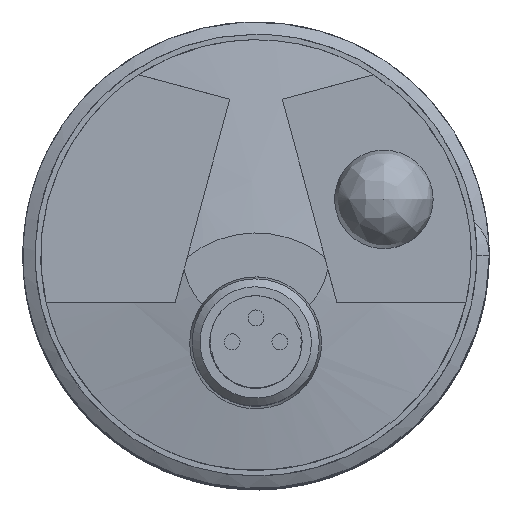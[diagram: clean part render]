
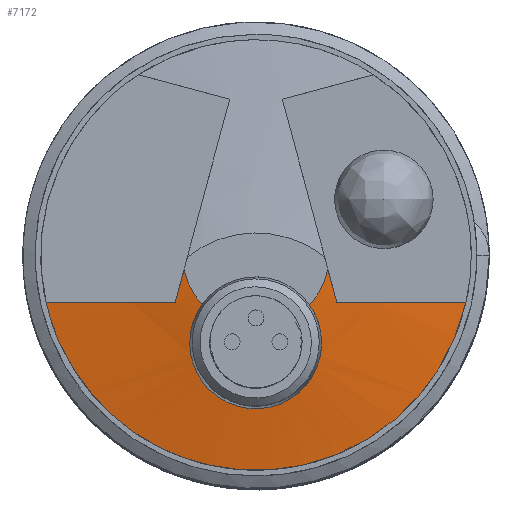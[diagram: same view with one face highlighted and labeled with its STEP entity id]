
A CAD part, top view. The second image highlights one B-rep face of the part: STEP entity #7172.
In plain terms, the highlighted free-form (B-spline) face has degree [1, 2] with [2, 9] control points.
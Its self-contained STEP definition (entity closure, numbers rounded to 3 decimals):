
#1216=CARTESIAN_POINT('',(13.214,-3.,81.474));
#1217=VERTEX_POINT('',#1216);
#1223=CARTESIAN_POINT('',(-13.214,-3.,81.474));
#1224=VERTEX_POINT('',#1223);
#1225=CARTESIAN_POINT('',(13.214,-3.,81.474));
#1226=CARTESIAN_POINT('',(9.144,-20.925,81.474));
#1227=CARTESIAN_POINT('',(-6.775,-11.735,81.474));
#1228=CARTESIAN_POINT('',(-11.903,-8.774,81.474));
#1229=CARTESIAN_POINT('',(-13.214,-3.,81.474));
#1230=(BOUNDED_CURVE()B_SPLINE_CURVE(2,(#1225,#1226,#1227,#1228,#1229),.CIRCULAR_ARC.,.F.,.U.)B_SPLINE_CURVE_WITH_KNOTS((3,2,3),(0.532,0.825,0.959),.UNSPECIFIED.)CURVE()GEOMETRIC_REPRESENTATION_ITEM()RATIONAL_B_SPLINE_CURVE((0.893,0.561,1.,0.799,0.759))REPRESENTATION_ITEM(''));
#1231=EDGE_CURVE('',#1217,#1224,#1230,.T.);
#1332=CARTESIAN_POINT('',(5.09,-3.,82.684));
#1333=VERTEX_POINT('',#1332);
#1339=CARTESIAN_POINT('',(5.09,-3.,82.684));
#1340=CARTESIAN_POINT('',(7.557,-3.,82.348));
#1341=CARTESIAN_POINT('',(13.214,-3.,81.474));
#1342=(BOUNDED_CURVE()B_SPLINE_CURVE(2,(#1339,#1340,#1341),.HYPERBOLIC_ARC.,.F.,.U.)B_SPLINE_CURVE_WITH_KNOTS((3,3),(0.043,1.),.UNSPECIFIED.)CURVE()GEOMETRIC_REPRESENTATION_ITEM()RATIONAL_B_SPLINE_CURVE((2.504,2.022,1.348))REPRESENTATION_ITEM(''));
#1343=EDGE_CURVE('',#1333,#1217,#1342,.T.);
#1362=CARTESIAN_POINT('',(-5.09,-3.,82.684));
#1363=VERTEX_POINT('',#1362);
#1364=CARTESIAN_POINT('',(-5.09,-3.,82.684));
#1365=CARTESIAN_POINT('',(-7.557,-3.,82.348));
#1366=CARTESIAN_POINT('',(-13.214,-3.,81.474));
#1367=(BOUNDED_CURVE()B_SPLINE_CURVE(2,(#1364,#1365,#1366),.HYPERBOLIC_ARC.,.F.,.U.)B_SPLINE_CURVE_WITH_KNOTS((3,3),(0.,0.957),.UNSPECIFIED.)CURVE()GEOMETRIC_REPRESENTATION_ITEM()RATIONAL_B_SPLINE_CURVE((2.504,2.022,1.348))REPRESENTATION_ITEM(''));
#1368=EDGE_CURVE('',#1363,#1224,#1367,.T.);
#1503=CARTESIAN_POINT('',(4.523,-0.885,82.89));
#1504=VERTEX_POINT('',#1503);
#1510=CARTESIAN_POINT('',(5.09,-3.,82.684));
#1511=CARTESIAN_POINT('',(4.772,-1.812,82.823));
#1512=CARTESIAN_POINT('',(4.523,-0.885,82.89));
#1513=(BOUNDED_CURVE()B_SPLINE_CURVE(2,(#1510,#1511,#1512),.HYPERBOLIC_ARC.,.F.,.U.)B_SPLINE_CURVE_WITH_KNOTS((3,3),(0.,1.),.UNSPECIFIED.)CURVE()GEOMETRIC_REPRESENTATION_ITEM()RATIONAL_B_SPLINE_CURVE((2.334,2.557,2.68))REPRESENTATION_ITEM(''));
#1514=EDGE_CURVE('',#1333,#1504,#1513,.T.);
#1564=CARTESIAN_POINT('',(-4.523,-0.885,82.89));
#1565=VERTEX_POINT('',#1564);
#1566=CARTESIAN_POINT('',(-4.523,-0.885,82.89));
#1567=CARTESIAN_POINT('',(-4.772,-1.812,82.823));
#1568=CARTESIAN_POINT('',(-5.09,-3.,82.684));
#1569=(BOUNDED_CURVE()B_SPLINE_CURVE(2,(#1566,#1567,#1568),.HYPERBOLIC_ARC.,.F.,.U.)B_SPLINE_CURVE_WITH_KNOTS((3,3),(0.,1.),.UNSPECIFIED.)CURVE()GEOMETRIC_REPRESENTATION_ITEM()RATIONAL_B_SPLINE_CURVE((2.68,2.557,2.334))REPRESENTATION_ITEM(''));
#1570=EDGE_CURVE('',#1565,#1363,#1569,.T.);
#7110=CARTESIAN_POINT('',(-10.587,8.614,81.458));
#7111=CARTESIAN_POINT('',(-6.491,13.649,81.458));
#7112=CARTESIAN_POINT('',(0.,13.649,81.458));
#7113=CARTESIAN_POINT('',(13.649,13.649,81.458));
#7114=CARTESIAN_POINT('',(13.649,0.,81.458));
#7115=CARTESIAN_POINT('',(13.649,-13.649,81.458));
#7116=CARTESIAN_POINT('',(0.,-13.649,81.458));
#7117=CARTESIAN_POINT('',(-11.595,-13.649,81.458));
#7118=CARTESIAN_POINT('',(-13.469,-2.206,81.458));
#7119=CARTESIAN_POINT('',(-3.499,2.846,82.906));
#7120=CARTESIAN_POINT('',(-2.145,4.51,82.906));
#7121=CARTESIAN_POINT('',(0.,4.51,82.906));
#7122=CARTESIAN_POINT('',(4.51,4.51,82.906));
#7123=CARTESIAN_POINT('',(4.51,0.,82.906));
#7124=CARTESIAN_POINT('',(4.51,-4.51,82.906));
#7125=CARTESIAN_POINT('',(0.,-4.51,82.906));
#7126=CARTESIAN_POINT('',(-3.832,-4.51,82.906));
#7127=CARTESIAN_POINT('',(-4.451,-0.729,82.906));
#7128=(BOUNDED_SURFACE()B_SPLINE_SURFACE(1,2,((#7110,#7111,#7112,#7113,#7114,#7115,#7116,#7117,#7118),(#7119,#7120,#7121,#7122,#7123,#7124,#7125,#7126,#7127)),.GENERALISED_CONE.,.F.,.F.,.U.)B_SPLINE_SURFACE_WITH_KNOTS((2,2),(3,2,2,2,3),(0.293,0.766),(0.11,0.25,0.5,0.75,0.972),.UNSPECIFIED.)GEOMETRIC_REPRESENTATION_ITEM()RATIONAL_B_SPLINE_SURFACE(((0.856,0.835,1.,0.707,1.,0.707,1.,0.74,0.942),(0.856,0.835,1.,0.707,1.,0.707,1.,0.74,0.942)))REPRESENTATION_ITEM('')SURFACE());
#7129=ORIENTED_EDGE('',*,*,#1368,.T.);
#7130=ORIENTED_EDGE('',*,*,#1231,.F.);
#7131=ORIENTED_EDGE('',*,*,#1343,.F.);
#7132=ORIENTED_EDGE('',*,*,#1514,.T.);
#7133=CARTESIAN_POINT('',(3.373,-3.141,82.89));
#7134=VERTEX_POINT('',#7133);
#7135=CARTESIAN_POINT('',(4.523,-0.885,82.89));
#7136=CARTESIAN_POINT('',(4.27,-2.177,82.89));
#7137=CARTESIAN_POINT('',(3.373,-3.141,82.89));
#7138=(BOUNDED_CURVE()B_SPLINE_CURVE(2,(#7135,#7136,#7137),.CIRCULAR_ARC.,.F.,.U.)B_SPLINE_CURVE_WITH_KNOTS((3,3),(0.491,0.591),.UNSPECIFIED.)CURVE()GEOMETRIC_REPRESENTATION_ITEM()RATIONAL_B_SPLINE_CURVE((0.933,0.858,0.854))REPRESENTATION_ITEM(''));
#7139=EDGE_CURVE('',#1504,#7134,#7138,.T.);
#7140=ORIENTED_EDGE('',*,*,#7139,.T.);
#7141=CARTESIAN_POINT('',(4.129,-5.529,82.527));
#7142=VERTEX_POINT('',#7141);
#7143=CARTESIAN_POINT('',(4.129,-5.529,82.527));
#7144=CARTESIAN_POINT('',(4.129,-4.672,82.636));
#7145=CARTESIAN_POINT('',(3.863,-3.838,82.758));
#7146=CARTESIAN_POINT('',(3.373,-3.141,82.89));
#7147=B_SPLINE_CURVE_WITH_KNOTS('',3,(#7143,#7144,#7145,#7146),.UNSPECIFIED.,.F.,.U.,(4,4),(0.,0.962),.UNSPECIFIED.);
#7148=EDGE_CURVE('',#7142,#7134,#7147,.T.);
#7149=ORIENTED_EDGE('',*,*,#7148,.F.);
#7150=CARTESIAN_POINT('',(-3.397,-3.115,82.89));
#7151=VERTEX_POINT('',#7150);
#7152=CARTESIAN_POINT('',(-3.397,-3.115,82.89));
#7153=CARTESIAN_POINT('',(-4.811,-5.09,82.513));
#7154=CARTESIAN_POINT('',(-4.243,-7.883,82.253));
#7155=CARTESIAN_POINT('',(-0.256,-10.186,82.039));
#7156=CARTESIAN_POINT('',(2.078,-9.689,82.077));
#7157=CARTESIAN_POINT('',(3.85,-7.265,82.323));
#7158=CARTESIAN_POINT('',(4.129,-6.407,82.416));
#7159=CARTESIAN_POINT('',(4.129,-5.529,82.527));
#7160=B_SPLINE_CURVE_WITH_KNOTS('',3,(#7152,#7153,#7154,#7155,#7156,#7157,#7158,#7159),.UNSPECIFIED.,.F.,.U.,(4,2,2,4),(0.014,1.,1.846,2.198),.UNSPECIFIED.);
#7161=EDGE_CURVE('',#7151,#7142,#7160,.T.);
#7162=ORIENTED_EDGE('',*,*,#7161,.F.);
#7163=CARTESIAN_POINT('',(-3.397,-3.115,82.89));
#7164=CARTESIAN_POINT('',(-4.274,-2.159,82.89));
#7165=CARTESIAN_POINT('',(-4.523,-0.885,82.89));
#7166=(BOUNDED_CURVE()B_SPLINE_CURVE(2,(#7163,#7164,#7165),.CIRCULAR_ARC.,.F.,.U.)B_SPLINE_CURVE_WITH_KNOTS((3,3),(0.895,0.994),.UNSPECIFIED.)CURVE()GEOMETRIC_REPRESENTATION_ITEM()RATIONAL_B_SPLINE_CURVE((0.854,0.859,0.933))REPRESENTATION_ITEM(''));
#7167=EDGE_CURVE('',#7151,#1565,#7166,.T.);
#7168=ORIENTED_EDGE('',*,*,#7167,.T.);
#7169=ORIENTED_EDGE('',*,*,#1570,.T.);
#7170=EDGE_LOOP('',(#7129,#7130,#7131,#7132,#7140,#7149,#7162,#7168,#7169));
#7171=FACE_OUTER_BOUND('',#7170,.T.);
#7172=ADVANCED_FACE('',(#7171),#7128,.T.);
